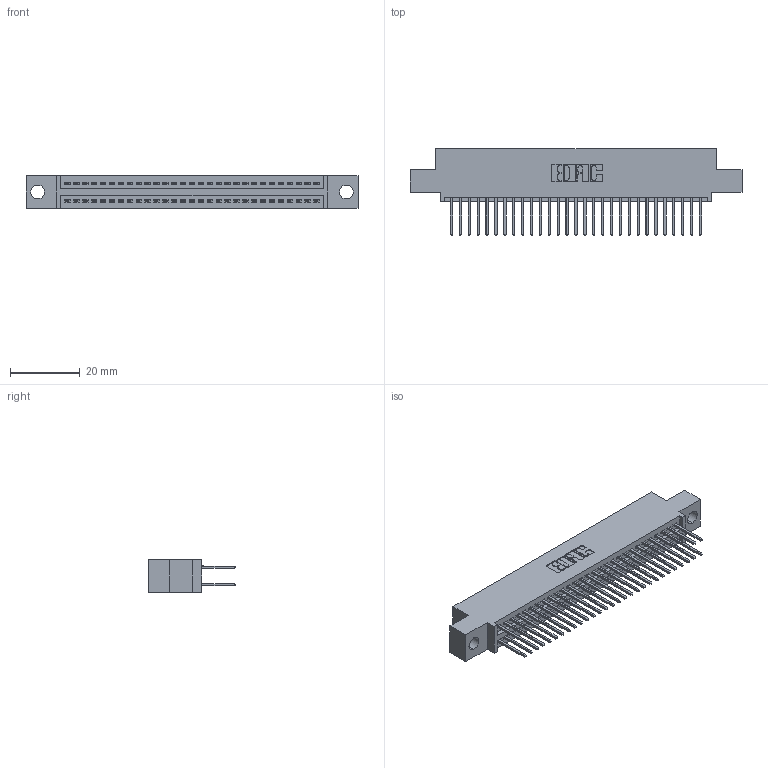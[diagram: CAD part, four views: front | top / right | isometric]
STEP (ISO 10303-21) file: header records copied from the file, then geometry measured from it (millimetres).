
FILE_DESCRIPTION (( 'STEP AP203' ), '1' );
FILE_NAME ('395-058-523-504.STEP', '2018-11-23T01:16:28', ( '' ), ( '' ), 'SwSTEP 2.0', 'SolidWorks 2016', '' );
FILE_SCHEMA (( 'CONFIG_CONTROL_DESIGN' ));
Length unit declared in the file: inch
Products named in the file (3): 345 Part_0.110 Offset - 0.156 Dia-TH; 395-058-523-504; 345-292-001_345-293-123
Assembly tree (59 placements, depth 2):
  395-058-523-504
    345 Part_0.110 Offset - 0.156 Dia-TH
    345-292-001_345-293-123  x58
Bounding box: 94.87 x 24.82 x 9.4 mm (x, y, z)
Volume: 9052.7 mm3; surface area: 13570.8 mm2
Topology: 59 solids, 59 shells, 3030 faces, 8995 edges, 5918 vertices
Faces by surface type: plane 1998, cylinder 1032
Entity records: 24657 total; most frequent: CARTESIAN_POINT 4148, ORIENTED_EDGE 4082, DIRECTION 3673, EDGE_CURVE 2041, VECTOR 1793, LINE 1793, VERTEX_POINT 1358, AXIS2_PLACEMENT_3D 940
